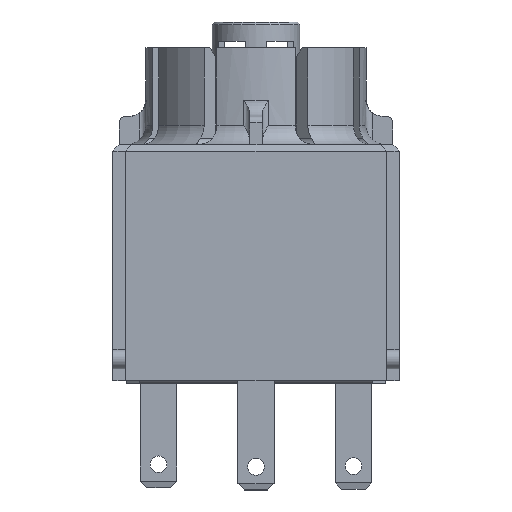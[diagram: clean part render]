
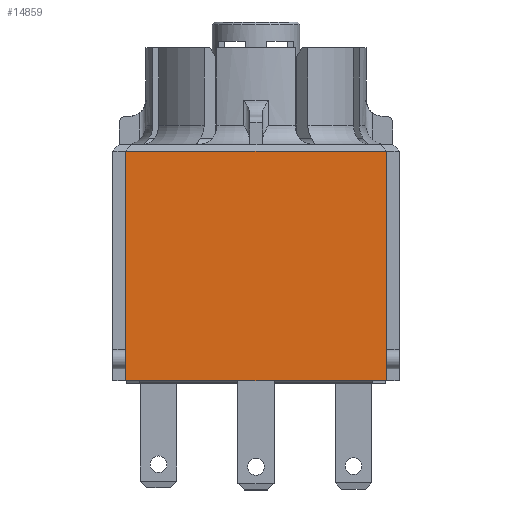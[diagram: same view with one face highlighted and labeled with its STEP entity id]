
A CAD part, front view. The second image highlights one B-rep face of the part: STEP entity #14859.
In plain terms, the highlighted planar face has unit normal (0, -1, 0).
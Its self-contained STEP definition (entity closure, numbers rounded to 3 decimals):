
#1709=FACE_OUTER_BOUND('',#2541,.T.);
#2541=EDGE_LOOP('',(#13553,#13554,#13555,#13556,#13557,#13558));
#4012=LINE('',#26115,#5573);
#4049=LINE('',#26197,#5610);
#4050=LINE('',#26202,#5611);
#4056=LINE('',#26238,#5617);
#4057=LINE('',#26239,#5618);
#4094=LINE('',#26327,#5655);
#5573=VECTOR('',#18862,10.);
#5610=VECTOR('',#18939,10.);
#5611=VECTOR('',#18944,10.);
#5617=VECTOR('',#18996,10.);
#5618=VECTOR('',#18997,10.);
#5655=VECTOR('',#19108,10.);
#7026=VERTEX_POINT('',#26107);
#7028=VERTEX_POINT('',#26113);
#7053=VERTEX_POINT('',#26196);
#7055=VERTEX_POINT('',#26201);
#7058=VERTEX_POINT('',#26221);
#7062=VERTEX_POINT('',#26236);
#9130=EDGE_CURVE('',#7028,#7026,#4012,.T.);
#9171=EDGE_CURVE('',#7053,#7026,#4049,.T.);
#9174=EDGE_CURVE('',#7055,#7053,#4050,.T.);
#9190=EDGE_CURVE('',#7062,#7058,#4056,.T.);
#9191=EDGE_CURVE('',#7058,#7028,#4057,.T.);
#9232=EDGE_CURVE('',#7062,#7055,#4094,.T.);
#13553=ORIENTED_EDGE('',*,*,#9130,.F.);
#13554=ORIENTED_EDGE('',*,*,#9191,.F.);
#13555=ORIENTED_EDGE('',*,*,#9190,.F.);
#13556=ORIENTED_EDGE('',*,*,#9232,.T.);
#13557=ORIENTED_EDGE('',*,*,#9174,.T.);
#13558=ORIENTED_EDGE('',*,*,#9171,.T.);
#14086=PLANE('',#15778);
#14859=ADVANCED_FACE('',(#1709),#14086,.T.);
#15778=AXIS2_PLACEMENT_3D('',#26347,#19133,#19134);
#18862=DIRECTION('',(1.,0.,0.));
#18939=DIRECTION('',(0.,0.,1.));
#18944=DIRECTION('',(0.,0.,1.));
#18996=DIRECTION('',(0.,0.,1.));
#18997=DIRECTION('',(0.,0.,1.));
#19108=DIRECTION('',(1.,0.,0.));
#19133=DIRECTION('center_axis',(0.,-1.,0.));
#19134=DIRECTION('ref_axis',(0.,0.,
-1.));
#26107=CARTESIAN_POINT('',(10.1,-11.1,18.));
#26113=CARTESIAN_POINT('',(-10.1,-11.1,18.));
#26115=CARTESIAN_POINT('',(0.,-11.1,18.));
#26196=CARTESIAN_POINT('',(10.1,-11.1,1.89));
#26197=CARTESIAN_POINT('',(10.1,-11.1,0.2));
#26201=CARTESIAN_POINT('',(10.1,-11.1,0.2));
#26202=CARTESIAN_POINT('',(10.1,-11.1,0.2));
#26221=CARTESIAN_POINT('',(-10.1,-11.1,1.89));
#26236=CARTESIAN_POINT('',(-10.1,-11.1,0.2));
#26238=CARTESIAN_POINT('',(-10.1,-11.1,0.2));
#26239=CARTESIAN_POINT('',(-10.1,-11.1,0.2));
#26327=CARTESIAN_POINT('',(-10.1,-11.1,0.2));
#26347=CARTESIAN_POINT('Origin',(0.,-11.1,0.2));
